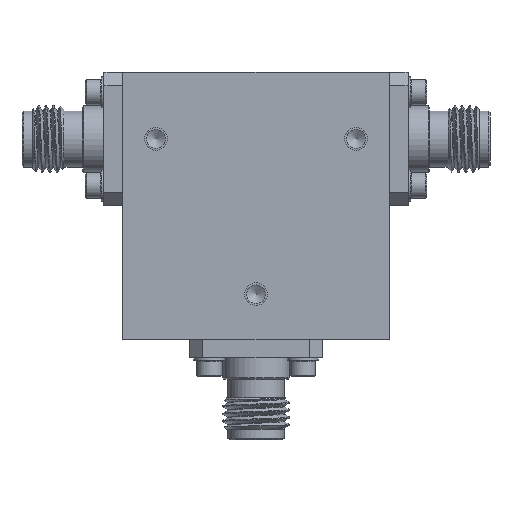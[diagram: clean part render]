
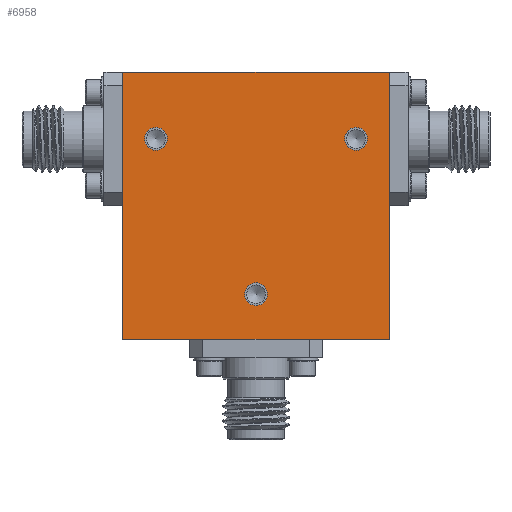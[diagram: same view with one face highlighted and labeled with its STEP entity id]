
A CAD part, top view. The second image highlights one B-rep face of the part: STEP entity #6958.
In plain terms, the highlighted planar face has unit normal (0, 0, 1).
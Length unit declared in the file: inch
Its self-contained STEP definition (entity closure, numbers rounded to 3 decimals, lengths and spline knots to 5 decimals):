
#111 = CARTESIAN_POINT ( 'NONE',  ( -0.332, 0.25, 0.285 ) ) ;
#432 = LINE ( 'NONE', #3133, #15310 ) ;
#437 = DIRECTION ( 'NONE',  ( 0., 1., 0. ) ) ;
#1416 = EDGE_LOOP ( 'NONE', ( #2772 ) ) ;
#1425 = VECTOR ( 'NONE', #14601, 39.37008 ) ;
#2097 = EDGE_CURVE ( 'NONE', #11747, #11747, #7530, .T. ) ;
#2277 = EDGE_CURVE ( 'NONE', #7348, #17840, #10919, .T. ) ;
#2372 = EDGE_LOOP ( 'NONE', ( #7322, #5772, #16672, #10813 ) ) ;
#2641 = FACE_OUTER_BOUND ( 'NONE', #2372, .T. ) ;
#2772 = ORIENTED_EDGE ( 'NONE', *, *, #10107, .F. ) ;
#3133 = CARTESIAN_POINT ( 'NONE',  ( -0.5, -0.5, 0.285 ) ) ;
#3355 = CARTESIAN_POINT ( 'NONE',  ( -0.5, -0.5, 0.285 ) ) ;
#3752 = CARTESIAN_POINT ( 'NONE',  ( -0.5, -0.5, 0.285 ) ) ;
#4061 = LINE ( 'NONE', #18325, #18095 ) ;
#4070 = DIRECTION ( 'NONE',  ( 1., 0., 0. ) ) ;
#4337 = AXIS2_PLACEMENT_3D ( 'NONE', #11174, #9668, #4070 ) ;
#5543 = ORIENTED_EDGE ( 'NONE', *, *, #2097, .F. ) ;
#5772 = ORIENTED_EDGE ( 'NONE', *, *, #2277, .T. ) ;
#5823 = EDGE_LOOP ( 'NONE', ( #5543 ) ) ;
#6185 = EDGE_CURVE ( 'NONE', #20346, #7348, #4061, .T. ) ;
#6958 = ADVANCED_FACE ( 'NONE', ( #17539, #13052, #18375, #2641 ), #22159, .F. ) ;
#7322 = ORIENTED_EDGE ( 'NONE', *, *, #6185, .T. ) ;
#7333 = DIRECTION ( 'NONE',  ( 1., 0., 0. ) ) ;
#7348 = VERTEX_POINT ( 'NONE', #12583 ) ;
#7530 = CIRCLE ( 'NONE', #8439, 0.043 ) ;
#7765 = CARTESIAN_POINT ( 'NONE',  ( -0.5, 0.5, 0.285 ) ) ;
#8411 = AXIS2_PLACEMENT_3D ( 'NONE', #11514, #17188, #13592 ) ;
#8439 = AXIS2_PLACEMENT_3D ( 'NONE', #20630, #22531, #13640 ) ;
#9109 = CARTESIAN_POINT ( 'NONE',  ( 0.5, -0.5, 0.285 ) ) ;
#9668 = DIRECTION ( 'NONE',  ( 0., 0., 1. ) ) ;
#10107 = EDGE_CURVE ( 'NONE', #14787, #14787, #12187, .T. ) ;
#10813 = ORIENTED_EDGE ( 'NONE', *, *, #14022, .T. ) ;
#10919 = LINE ( 'NONE', #7765, #21849 ) ;
#11174 = CARTESIAN_POINT ( 'NONE',  ( 0., -0.332, 0.285 ) ) ;
#11514 = CARTESIAN_POINT ( 'NONE',  ( 0., 0., 0.285 ) ) ;
#11747 = VERTEX_POINT ( 'NONE', #111 ) ;
#12187 = CIRCLE ( 'NONE', #12342, 0.043 ) ;
#12342 = AXIS2_PLACEMENT_3D ( 'NONE', #12546, #17857, #7333 ) ;
#12546 = CARTESIAN_POINT ( 'NONE',  ( 0.375, 0.25, 0.285 ) ) ;
#12583 = CARTESIAN_POINT ( 'NONE',  ( 0.5, 0.5, 0.285 ) ) ;
#12852 = CARTESIAN_POINT ( 'NONE',  ( 0.418, 0.25, 0.285 ) ) ;
#13052 = FACE_BOUND ( 'NONE', #1416, .T. ) ;
#13477 = VERTEX_POINT ( 'NONE', #3355 ) ;
#13592 = DIRECTION ( 'NONE',  ( -1., 0., 0. ) ) ;
#13640 = DIRECTION ( 'NONE',  ( 1., 0., 0. ) ) ;
#14022 = EDGE_CURVE ( 'NONE', #13477, #20346, #432, .T. ) ;
#14601 = DIRECTION ( 'NONE',  ( 0., -1., 0. ) ) ;
#14627 = CARTESIAN_POINT ( 'NONE',  ( -0.5, 0.5, 0.285 ) ) ;
#14787 = VERTEX_POINT ( 'NONE', #12852 ) ;
#15052 = VERTEX_POINT ( 'NONE', #20746 ) ;
#15310 = VECTOR ( 'NONE', #15548, 39.37008 ) ;
#15548 = DIRECTION ( 'NONE',  ( 1., 0., 0. ) ) ;
#15745 = LINE ( 'NONE', #3752, #1425 ) ;
#16087 = ORIENTED_EDGE ( 'NONE', *, *, #20480, .F. ) ;
#16263 = CIRCLE ( 'NONE', #4337, 0.043 ) ;
#16672 = ORIENTED_EDGE ( 'NONE', *, *, #18527, .T. ) ;
#17188 = DIRECTION ( 'NONE',  ( 0., 0., -1. ) ) ;
#17539 = FACE_BOUND ( 'NONE', #5823, .T. ) ;
#17840 = VERTEX_POINT ( 'NONE', #14627 ) ;
#17857 = DIRECTION ( 'NONE',  ( 0., 0., 1. ) ) ;
#18095 = VECTOR ( 'NONE', #437, 39.37008 ) ;
#18325 = CARTESIAN_POINT ( 'NONE',  ( 0.5, -0.5, 0.285 ) ) ;
#18375 = FACE_BOUND ( 'NONE', #22251, .T. ) ;
#18527 = EDGE_CURVE ( 'NONE', #17840, #13477, #15745, .T. ) ;
#20346 = VERTEX_POINT ( 'NONE', #9109 ) ;
#20480 = EDGE_CURVE ( 'NONE', #15052, #15052, #16263, .T. ) ;
#20630 = CARTESIAN_POINT ( 'NONE',  ( -0.375, 0.25, 0.285 ) ) ;
#20746 = CARTESIAN_POINT ( 'NONE',  ( 0.043, -0.332, 0.285 ) ) ;
#21849 = VECTOR ( 'NONE', #22137, 39.37008 ) ;
#22137 = DIRECTION ( 'NONE',  ( -1., 0., 0. ) ) ;
#22159 = PLANE ( 'NONE',  #8411 ) ;
#22251 = EDGE_LOOP ( 'NONE', ( #16087 ) ) ;
#22531 = DIRECTION ( 'NONE',  ( 0., 0., 1. ) ) ;
